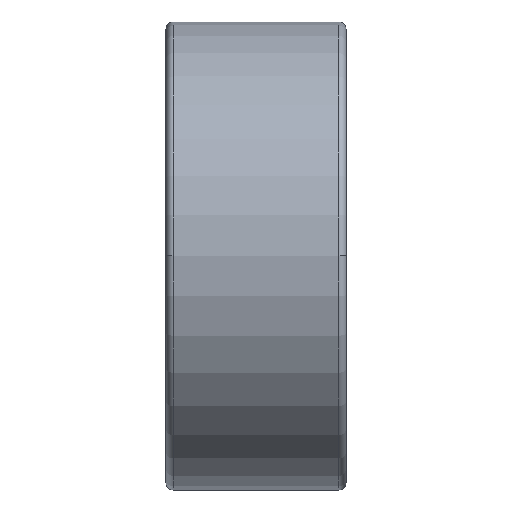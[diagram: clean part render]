
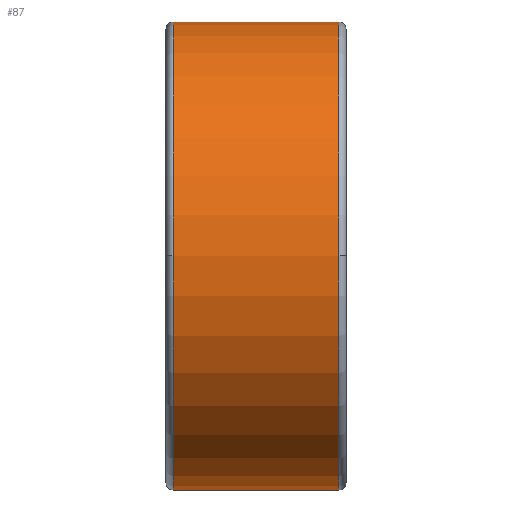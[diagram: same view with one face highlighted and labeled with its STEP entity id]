
A CAD part, top view. The second image highlights one B-rep face of the part: STEP entity #87.
In plain terms, the highlighted cylindrical face has radius 6.5 mm (diameter 13 mm), a partial arc.
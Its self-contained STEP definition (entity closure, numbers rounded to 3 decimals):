
#87=ADVANCED_FACE('',(#211),#212,.T.);
#211=FACE_OUTER_BOUND('',#467,.T.);
#212=CYLINDRICAL_SURFACE('',#468,6.5);
#467=EDGE_LOOP('',(#778,#779,#780,#781,#782,#783));
#468=AXIS2_PLACEMENT_3D('',#784,#785,#786);
#778=ORIENTED_EDGE('',*,*,#1596,.F.);
#779=ORIENTED_EDGE('',*,*,#1597,.T.);
#780=ORIENTED_EDGE('',*,*,#1598,.T.);
#781=ORIENTED_EDGE('',*,*,#1599,.F.);
#782=ORIENTED_EDGE('',*,*,#1600,.F.);
#783=ORIENTED_EDGE('',*,*,#1592,.F.);
#784=CARTESIAN_POINT('',(2.5,0.0,0.0));
#785=DIRECTION('',(1.0,0.0,0.0));
#786=DIRECTION('',(0.0,1.0,0.0));
#1592=EDGE_CURVE('',#1872,#1874,#1875,.T.);
#1596=EDGE_CURVE('',#1881,#1872,#1882,.T.);
#1597=EDGE_CURVE('',#1881,#1883,#1884,.T.);
#1598=EDGE_CURVE('',#1883,#1885,#1886,.T.);
#1599=EDGE_CURVE('',#1887,#1885,#1888,.T.);
#1600=EDGE_CURVE('',#1874,#1887,#1889,.T.);
#1872=VERTEX_POINT('',#2300);
#1874=VERTEX_POINT('',#2302);
#1875=CIRCLE('',#2303,6.5);
#1881=VERTEX_POINT('',#2309);
#1882=LINE('',#2310,#2311);
#1883=VERTEX_POINT('',#2312);
#1884=CIRCLE('',#2313,6.5);
#1885=VERTEX_POINT('',#2314);
#1886=CIRCLE('',#2315,6.5);
#1887=VERTEX_POINT('',#2316);
#1888=LINE('',#2317,#2318);
#1889=CIRCLE('',#2319,6.5);
#2300=CARTESIAN_POINT('',(4.8,6.5,0.0));
#2302=CARTESIAN_POINT('',(4.8,0.,6.5));
#2303=AXIS2_PLACEMENT_3D('',#3286,#3287,#3288);
#2309=CARTESIAN_POINT('',(0.2,6.5,0.0));
#2310=CARTESIAN_POINT('',(2.5,6.5,0.));
#2311=VECTOR('',#3298,1.0);
#2312=CARTESIAN_POINT('',(0.2,0.,6.5));
#2313=AXIS2_PLACEMENT_3D('',#3299,#3300,#3301);
#2314=CARTESIAN_POINT('',(0.2,-6.5,0.));
#2315=AXIS2_PLACEMENT_3D('',#3302,#3303,#3304);
#2316=CARTESIAN_POINT('',(4.8,-6.5,0.));
#2317=CARTESIAN_POINT('',(2.5,-6.5,0.));
#2318=VECTOR('',#3305,1.0);
#2319=AXIS2_PLACEMENT_3D('',#3306,#3307,#3308);
#3286=CARTESIAN_POINT('',(4.8,0.0,0.0));
#3287=DIRECTION('',(1.0,0.0,0.0));
#3288=DIRECTION('',(0.0,1.0,0.0));
#3298=DIRECTION('',(1.0,0.0,0.0));
#3299=CARTESIAN_POINT('',(0.2,0.0,0.0));
#3300=DIRECTION('',(1.0,0.0,0.0));
#3301=DIRECTION('',(0.0,1.0,0.0));
#3302=CARTESIAN_POINT('',(0.2,0.0,0.0));
#3303=DIRECTION('',(1.0,0.0,0.0));
#3304=DIRECTION('',(0.0,1.0,0.0));
#3305=DIRECTION('',(-1.0,-0.0,-0.0));
#3306=CARTESIAN_POINT('',(4.8,0.0,0.0));
#3307=DIRECTION('',(1.0,0.0,0.0));
#3308=DIRECTION('',(0.0,1.0,0.0));
